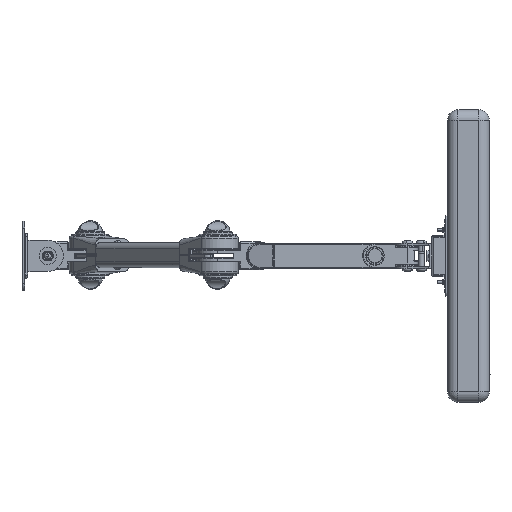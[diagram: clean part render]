
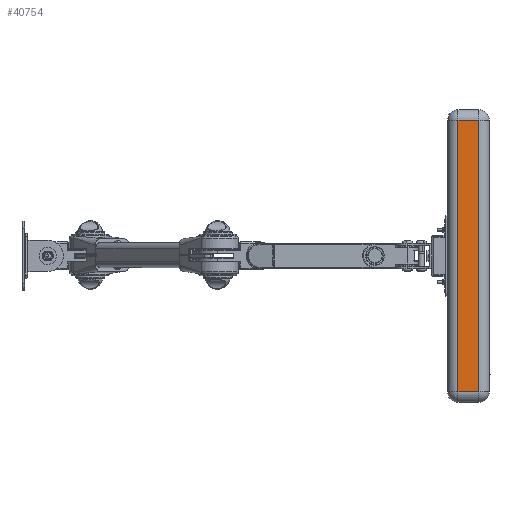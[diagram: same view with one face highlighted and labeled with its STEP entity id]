
A CAD part, front view. The second image highlights one B-rep face of the part: STEP entity #40754.
In plain terms, the highlighted face is planar.
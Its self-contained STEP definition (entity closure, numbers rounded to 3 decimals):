
#7843 = ORIENTED_EDGE ( 'NONE', *, *, #53842, .T. ) ;
#7844 = ORIENTED_EDGE ( 'NONE', *, *, #53822, .T. ) ;
#7845 = ORIENTED_EDGE ( 'NONE', *, *, #53531, .T. ) ;
#7846 = ORIENTED_EDGE ( 'NONE', *, *, #53530, .T. ) ;
#7983 = EDGE_LOOP ( 'NONE', ( #7843, #7844, #7845, #7846 ) ) ;
#17288 = CARTESIAN_POINT ( 'NONE',  ( 15., 0., 15. ) ) ;
#17317 = CARTESIAN_POINT ( 'NONE',  ( 405., 0., 45. ) ) ;
#17325 = CARTESIAN_POINT ( 'NONE',  ( 405., 0., 15. ) ) ;
#17411 = CARTESIAN_POINT ( 'NONE',  ( 15., 0., 45. ) ) ;
#22349 = AXIS2_PLACEMENT_3D ( 'NONE', #24076, #24077, #24078 ) ;
#24057 = PLANE ( 'NONE',  #22349 ) ;
#24076 = CARTESIAN_POINT ( 'NONE',  ( 0., 0., 60. ) ) ;
#24077 = DIRECTION ( 'NONE',  ( 0., -1., 0. ) ) ;
#24078 = DIRECTION ( 'NONE',  ( 0., 0., -1. ) ) ;
#24360 = FACE_OUTER_BOUND ( 'NONE', #7983, .T. ) ;
#32359 = LINE ( 'NONE', #34481, #32365 ) ;
#32360 = LINE ( 'NONE', #34486, #32363 ) ;
#32363 = VECTOR ( 'NONE', #34488, 1000. ) ;
#32365 = VECTOR ( 'NONE', #34489, 1000. ) ;
#34481 = CARTESIAN_POINT ( 'NONE',  ( 405., 0., 60. ) ) ;
#34486 = CARTESIAN_POINT ( 'NONE',  ( 0., 0., 15. ) ) ;
#34488 = DIRECTION ( 'NONE',  ( -1., 0., 0. ) ) ;
#34489 = DIRECTION ( 'NONE',  ( 0., 0., -1. ) ) ;
#35651 = LINE ( 'NONE', #36587, #35655 ) ;
#35655 = VECTOR ( 'NONE', #36586, 1000. ) ;
#35681 = LINE ( 'NONE', #36635, #35683 ) ;
#35683 = VECTOR ( 'NONE', #36634, 1000. ) ;
#36586 = DIRECTION ( 'NONE',  ( 1., 0., 0. ) ) ;
#36587 = CARTESIAN_POINT ( 'NONE',  ( 405., 0., 45. ) ) ;
#36634 = DIRECTION ( 'NONE',  ( 0., 0., 1. ) ) ;
#36635 = CARTESIAN_POINT ( 'NONE',  ( 15., 0., 60. ) ) ;
#37880 = VERTEX_POINT ( 'NONE', #17288 ) ;
#37912 = VERTEX_POINT ( 'NONE', #17317 ) ;
#37920 = VERTEX_POINT ( 'NONE', #17325 ) ;
#38035 = VERTEX_POINT ( 'NONE', #17411 ) ;
#40754 = ADVANCED_FACE ( 'NONE', ( #24360 ), #24057, .F. ) ;
#53530 = EDGE_CURVE ( 'NONE', #37920, #37880, #32360, .T. ) ;
#53531 = EDGE_CURVE ( 'NONE', #37912, #37920, #32359, .T. ) ;
#53822 = EDGE_CURVE ( 'NONE', #38035, #37912, #35651, .T. ) ;
#53842 = EDGE_CURVE ( 'NONE', #37880, #38035, #35681, .T. ) ;
